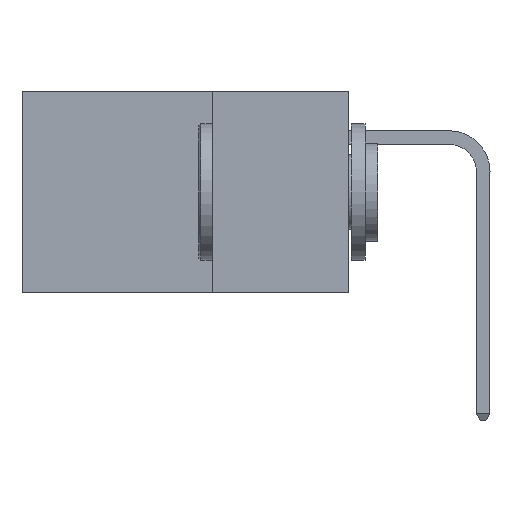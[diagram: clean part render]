
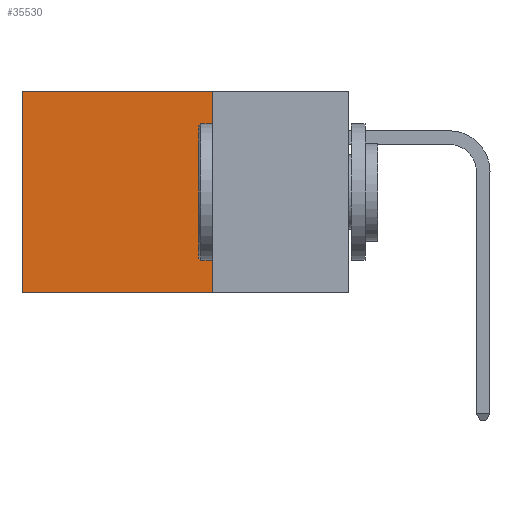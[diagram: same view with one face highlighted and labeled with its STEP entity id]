
A CAD part, left-side view. The second image highlights one B-rep face of the part: STEP entity #35530.
In plain terms, the highlighted planar face has unit normal (-1, 0, 0).
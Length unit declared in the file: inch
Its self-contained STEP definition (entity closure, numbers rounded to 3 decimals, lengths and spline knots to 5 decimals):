
#444 = EDGE_CURVE ( 'NONE', #16404, #11650, #13385, .T. ) ;
#1027 = CARTESIAN_POINT ( 'NONE',  ( 0.2875, 0.6, 0. ) ) ;
#1880 = AXIS2_PLACEMENT_3D ( 'NONE', #6827, #9673, #29428 ) ;
#3220 = VECTOR ( 'NONE', #7442, 39.37008 ) ;
#4642 = EDGE_LOOP ( 'NONE', ( #29831, #13700, #30036, #34992 ) ) ;
#5920 = LINE ( 'NONE', #26297, #13461 ) ;
#5932 = VERTEX_POINT ( 'NONE', #17990 ) ;
#6524 = DIRECTION ( 'NONE',  ( 0., 0., -1. ) ) ;
#6827 = CARTESIAN_POINT ( 'NONE',  ( 0.2875, 0.25, 0. ) ) ;
#7442 = DIRECTION ( 'NONE',  ( 0., 1., 0. ) ) ;
#8718 = LINE ( 'NONE', #25823, #36197 ) ;
#9673 = DIRECTION ( 'NONE',  ( 1., 0., 0. ) ) ;
#10233 = EDGE_CURVE ( 'NONE', #5932, #16404, #5920, .T. ) ;
#11650 = VERTEX_POINT ( 'NONE', #32283 ) ;
#13385 = LINE ( 'NONE', #24366, #3220 ) ;
#13461 = VECTOR ( 'NONE', #6524, 39.37008 ) ;
#13617 = VECTOR ( 'NONE', #31644, 39.37008 ) ;
#13700 = ORIENTED_EDGE ( 'NONE', *, *, #444, .F. ) ;
#16404 = VERTEX_POINT ( 'NONE', #35400 ) ;
#17990 = CARTESIAN_POINT ( 'NONE',  ( 0.2875, 0.25, 0. ) ) ;
#20884 = VERTEX_POINT ( 'NONE', #1027 ) ;
#24366 = CARTESIAN_POINT ( 'NONE',  ( 0.2875, 0.25, -0.37 ) ) ;
#25823 = CARTESIAN_POINT ( 'NONE',  ( 0.2875, 0.6, 0. ) ) ;
#26297 = CARTESIAN_POINT ( 'NONE',  ( 0.2875, 0.25, 0. ) ) ;
#26595 = PLANE ( 'NONE',  #1880 ) ;
#28661 = DIRECTION ( 'NONE',  ( 0., 0., -1. ) ) ;
#28780 = CARTESIAN_POINT ( 'NONE',  ( 0.2875, 0.25, 0. ) ) ;
#29428 = DIRECTION ( 'NONE',  ( 0., 0., -1. ) ) ;
#29831 = ORIENTED_EDGE ( 'NONE', *, *, #33087, .T. ) ;
#30036 = ORIENTED_EDGE ( 'NONE', *, *, #10233, .F. ) ;
#31644 = DIRECTION ( 'NONE',  ( 0., 1., 0. ) ) ;
#32283 = CARTESIAN_POINT ( 'NONE',  ( 0.2875, 0.6, -0.37 ) ) ;
#32603 = FACE_OUTER_BOUND ( 'NONE', #4642, .T. ) ;
#33087 = EDGE_CURVE ( 'NONE', #20884, #11650, #8718, .T. ) ;
#34942 = EDGE_CURVE ( 'NONE', #5932, #20884, #36227, .T. ) ;
#34992 = ORIENTED_EDGE ( 'NONE', *, *, #34942, .T. ) ;
#35400 = CARTESIAN_POINT ( 'NONE',  ( 0.2875, 0.25, -0.37 ) ) ;
#35530 = ADVANCED_FACE ( 'NONE', ( #32603 ), #26595, .F. ) ;
#36197 = VECTOR ( 'NONE', #28661, 39.37008 ) ;
#36227 = LINE ( 'NONE', #28780, #13617 ) ;
